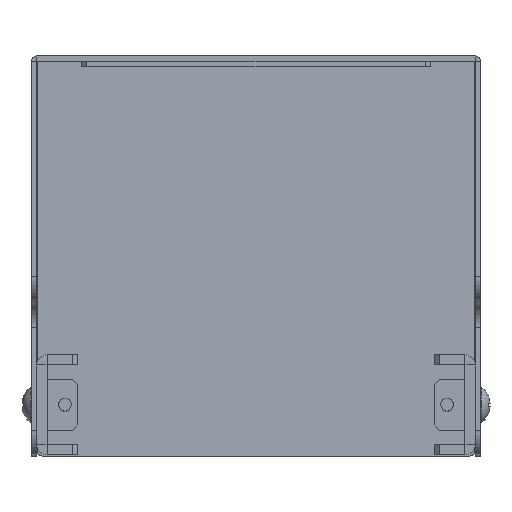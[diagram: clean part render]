
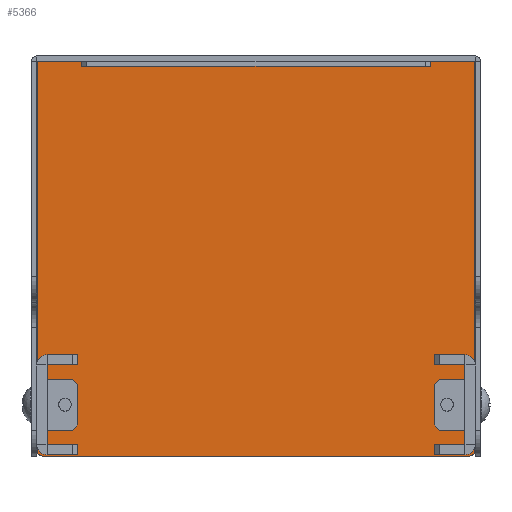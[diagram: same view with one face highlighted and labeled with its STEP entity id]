
A CAD part, front view. The second image highlights one B-rep face of the part: STEP entity #5366.
In plain terms, the highlighted planar face has unit normal (0, -1, 0).
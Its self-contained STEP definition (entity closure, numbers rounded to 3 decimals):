
#952 = CARTESIAN_POINT ( 'NONE',  ( -42.65, 46.5, -1. ) ) ;
#975 = CARTESIAN_POINT ( 'NONE',  ( 42.65, 46.5, -1. ) ) ;
#979 = CARTESIAN_POINT ( 'NONE',  ( 37.25, 46.5, -66.3 ) ) ;
#980 = CARTESIAN_POINT ( 'NONE',  ( 37.25, 46.5, -69.7 ) ) ;
#983 = CARTESIAN_POINT ( 'NONE',  ( -37.25, 46.5, -66.3 ) ) ;
#984 = CARTESIAN_POINT ( 'NONE',  ( -37.25, 46.5, -69.7 ) ) ;
#1459 = CARTESIAN_POINT ( 'NONE',  ( 37.25, 46.5, -68. ) ) ;
#1460 = DIRECTION ( 'NONE',  ( 0., 1., 0. ) ) ;
#1461 = DIRECTION ( 'NONE',  ( 0., 0., 1. ) ) ;
#1468 = CARTESIAN_POINT ( 'NONE',  ( -37.25, 46.5, -68. ) ) ;
#1469 = DIRECTION ( 'NONE',  ( 0., 1., 0. ) ) ;
#1470 = DIRECTION ( 'NONE',  ( 0., 0., 1. ) ) ;
#1494 = CARTESIAN_POINT ( 'NONE',  ( 42.65, 46.5, -77. ) ) ;
#1497 = CARTESIAN_POINT ( 'NONE',  ( -41.65, 46.5, -78. ) ) ;
#1498 = CARTESIAN_POINT ( 'NONE',  ( 41.65, 46.5, -78. ) ) ;
#1501 = CARTESIAN_POINT ( 'NONE',  ( -42.65, 46.5, -77. ) ) ;
#1694 = FACE_BOUND ( 'NONE', #5288, .T. ) ;
#1697 = DIRECTION ( 'NONE',  ( 0., 1., 0. ) ) ;
#1699 = CARTESIAN_POINT ( 'NONE',  ( 42.65, 46.5, -1. ) ) ;
#1700 = FACE_BOUND ( 'NONE', #5294, .T. ) ;
#1702 = FACE_OUTER_BOUND ( 'NONE', #5296, .T. ) ;
#1703 = PLANE ( 'NONE',  #1779 ) ;
#1705 = DIRECTION ( 'NONE',  ( 0., 0., 1. ) ) ;
#1745 = CIRCLE ( 'NONE', #1747, 1.7 ) ;
#1747 = AXIS2_PLACEMENT_3D ( 'NONE', #1459, #1460, #1461 ) ;
#1748 = CIRCLE ( 'NONE', #1751, 1.7 ) ;
#1751 = AXIS2_PLACEMENT_3D ( 'NONE', #1468, #1469, #1470 ) ;
#1779 = AXIS2_PLACEMENT_3D ( 'NONE', #1699, #1697, #1705 ) ;
#1791 = VECTOR ( 'NONE', #2049, 1000. ) ;
#2047 = LINE ( 'NONE', #2048, #1791 ) ;
#2048 = CARTESIAN_POINT ( 'NONE',  ( 42.65, 46.5, -1. ) ) ;
#2049 = DIRECTION ( 'NONE',  ( -1., 0., 0. ) ) ;
#2963 = LINE ( 'NONE', #2964, #3106 ) ;
#2964 = CARTESIAN_POINT ( 'NONE',  ( 42.65, 46.5, -1. ) ) ;
#2965 = DIRECTION ( 'NONE',  ( 0., 0., 1. ) ) ;
#2977 = LINE ( 'NONE', #2978, #3111 ) ;
#2978 = CARTESIAN_POINT ( 'NONE',  ( 42.65, 46.5, -78. ) ) ;
#2979 = DIRECTION ( 'NONE',  ( 1., 0., 0. ) ) ;
#2988 = LINE ( 'NONE', #2989, #3115 ) ;
#2989 = CARTESIAN_POINT ( 'NONE',  ( -42.65, 46.5, -1. ) ) ;
#2990 = DIRECTION ( 'NONE',  ( 0., 0., -1. ) ) ;
#3003 = CARTESIAN_POINT ( 'NONE',  ( -37.25, 46.5, -68. ) ) ;
#3004 = DIRECTION ( 'NONE',  ( 0., 1., 0. ) ) ;
#3005 = DIRECTION ( 'NONE',  ( 0., 0., 1. ) ) ;
#3006 = CARTESIAN_POINT ( 'NONE',  ( 37.25, 46.5, -68. ) ) ;
#3007 = DIRECTION ( 'NONE',  ( 0., 1., 0. ) ) ;
#3008 = DIRECTION ( 'NONE',  ( 0., 0., 1. ) ) ;
#3011 = CARTESIAN_POINT ( 'NONE',  ( 41.65, 46.5, -77. ) ) ;
#3012 = DIRECTION ( 'NONE',  ( 0., -1., 0. ) ) ;
#3013 = DIRECTION ( 'NONE',  ( 0., 0., 1. ) ) ;
#3016 = CARTESIAN_POINT ( 'NONE',  ( -41.65, 46.5, -77. ) ) ;
#3017 = DIRECTION ( 'NONE',  ( 0., -1., 0. ) ) ;
#3018 = DIRECTION ( 'NONE',  ( 0., 0., 1. ) ) ;
#3106 = VECTOR ( 'NONE', #2965, 1000. ) ;
#3111 = VECTOR ( 'NONE', #2979, 1000. ) ;
#3115 = VECTOR ( 'NONE', #2990, 1000. ) ;
#3123 = CIRCLE ( 'NONE', #3126, 1.7 ) ;
#3125 = CIRCLE ( 'NONE', #3128, 1.7 ) ;
#3126 = AXIS2_PLACEMENT_3D ( 'NONE', #3003, #3004, #3005 ) ;
#3127 = CIRCLE ( 'NONE', #3130, 1. ) ;
#3128 = AXIS2_PLACEMENT_3D ( 'NONE', #3006, #3007, #3008 ) ;
#3129 = CIRCLE ( 'NONE', #3132, 1. ) ;
#3130 = AXIS2_PLACEMENT_3D ( 'NONE', #3011, #3012, #3013 ) ;
#3132 = AXIS2_PLACEMENT_3D ( 'NONE', #3016, #3017, #3018 ) ;
#4756 = VERTEX_POINT ( 'NONE', #952 ) ;
#4781 = VERTEX_POINT ( 'NONE', #975 ) ;
#4785 = VERTEX_POINT ( 'NONE', #979 ) ;
#4786 = VERTEX_POINT ( 'NONE', #980 ) ;
#4789 = VERTEX_POINT ( 'NONE', #983 ) ;
#4790 = VERTEX_POINT ( 'NONE', #984 ) ;
#5004 = EDGE_CURVE ( 'NONE', #4786, #4785, #1745, .T. ) ;
#5007 = EDGE_CURVE ( 'NONE', #4790, #4789, #1748, .T. ) ;
#5030 = VERTEX_POINT ( 'NONE', #1494 ) ;
#5033 = VERTEX_POINT ( 'NONE', #1497 ) ;
#5034 = VERTEX_POINT ( 'NONE', #1498 ) ;
#5037 = VERTEX_POINT ( 'NONE', #1501 ) ;
#5288 = EDGE_LOOP ( 'NONE', ( #5602, #5603 ) ) ;
#5294 = EDGE_LOOP ( 'NONE', ( #5600, #5601 ) ) ;
#5296 = EDGE_LOOP ( 'NONE', ( #5604, #5605, #5606, #5607, #5608, #5609 ) ) ;
#5366 = ADVANCED_FACE ( 'NONE', ( #1700, #1694, #1702 ), #1703, .F. ) ;
#5379 = EDGE_CURVE ( 'NONE', #4781, #4756, #2047, .T. ) ;
#5600 = ORIENTED_EDGE ( 'NONE', *, *, #5973, .T. ) ;
#5601 = ORIENTED_EDGE ( 'NONE', *, *, #5007, .T. ) ;
#5602 = ORIENTED_EDGE ( 'NONE', *, *, #5974, .T. ) ;
#5603 = ORIENTED_EDGE ( 'NONE', *, *, #5004, .T. ) ;
#5604 = ORIENTED_EDGE ( 'NONE', *, *, #5964, .T. ) ;
#5605 = ORIENTED_EDGE ( 'NONE', *, *, #5975, .T. ) ;
#5606 = ORIENTED_EDGE ( 'NONE', *, *, #5959, .T. ) ;
#5607 = ORIENTED_EDGE ( 'NONE', *, *, #5379, .T. ) ;
#5608 = ORIENTED_EDGE ( 'NONE', *, *, #5968, .T. ) ;
#5609 = ORIENTED_EDGE ( 'NONE', *, *, #5976, .T. ) ;
#5959 = EDGE_CURVE ( 'NONE', #5030, #4781, #2963, .T. ) ;
#5964 = EDGE_CURVE ( 'NONE', #5033, #5034, #2977, .T. ) ;
#5968 = EDGE_CURVE ( 'NONE', #4756, #5037, #2988, .T. ) ;
#5973 = EDGE_CURVE ( 'NONE', #4789, #4790, #3123, .T. ) ;
#5974 = EDGE_CURVE ( 'NONE', #4785, #4786, #3125, .T. ) ;
#5975 = EDGE_CURVE ( 'NONE', #5034, #5030, #3127, .T. ) ;
#5976 = EDGE_CURVE ( 'NONE', #5037, #5033, #3129, .T. ) ;
